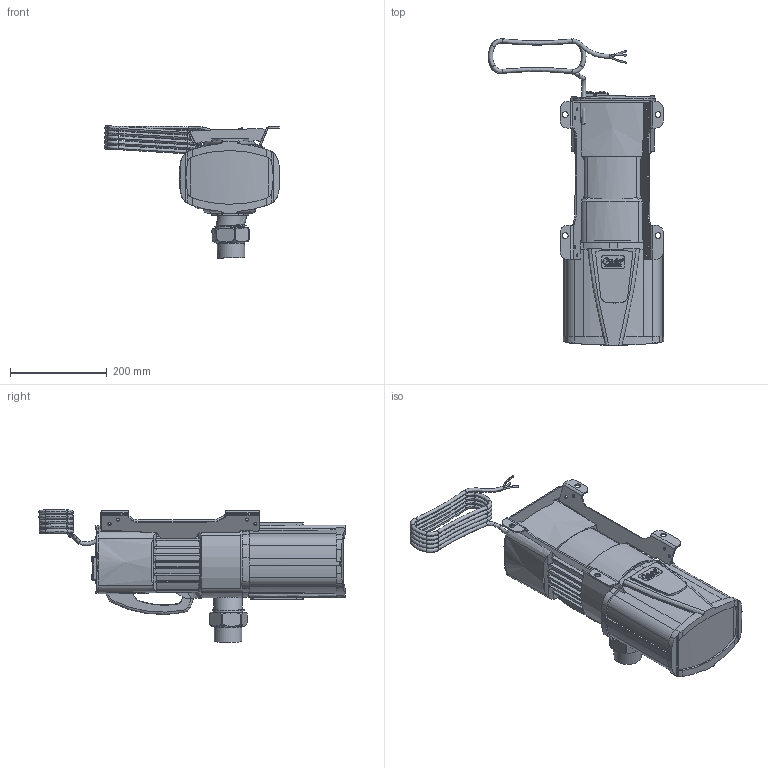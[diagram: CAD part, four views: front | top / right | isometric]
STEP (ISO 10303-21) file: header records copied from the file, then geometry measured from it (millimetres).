
FILE_DESCRIPTION(/* description */ (''),/* implementation_level */ '2;1');
FILE_NAME(/* name */ '33256_Varionaut 400.stp',/* time_stamp */ '2018-03-05T08:16:18+01:00',/* author */ ('guzb562'),/* organization */ (''),/* preprocessor_version */ 'ST-DEVELOPER v17',/* originating_system */ 'Autodesk Inventor 2018',/* authorisation */ '');
FILE_SCHEMA (('AUTOMOTIVE_DESIGN { 1 0 10303 214 3 1 1 }'));
Products named in the file (5): 46421_Varionaut 400; 46421_Filter Varionaut 400; 46421_varionaut 400_1; 30068_kabel; 46421Adapter_2_zoll
Assembly tree (4 placements, depth 2):
  46421_Varionaut 400
    46421_Filter Varionaut 400
    46421_varionaut 400_1
    30068_kabel
    46421Adapter_2_zoll
Bounding box: 363.29 x 632.48 x 273.4 mm (x, y, z)
Volume: 8535090.7 mm3; surface area: 741084.7 mm2
Topology: 4 solids, 4 shells, 1328 faces, 3712 edges, 2455 vertices
Faces by surface type: plane 847, cylinder 284, bspline 165, cone 17, torus 15
Full cylindrical faces by diameter (mm): 6.4 x8, 7 x4, 7.1 x4, 9.461 x2, 10 x2, 12 x4, 21.605 x1, 48.3 x1, 49.391 x1, 50.686 x1, 51.875 x1, 56.541 x1, 57.161 x1, 59.205 x1, 59.643 x1, 60.3 x1, 65.971 x1, 67.653 x1, 116.306 x1
Entity records: 67003 total; most frequent: CARTESIAN_POINT 33014, ORIENTED_EDGE 7424, DIRECTION 6212, EDGE_CURVE 3712, LINE 2502, VECTOR 2502, VERTEX_POINT 2455, AXIS2_PLACEMENT_3D 1855
